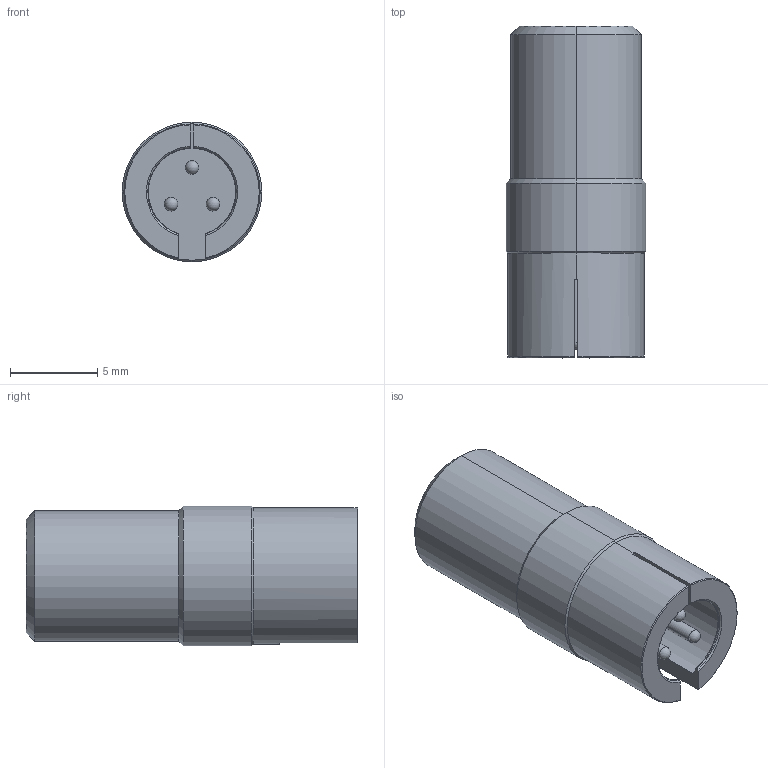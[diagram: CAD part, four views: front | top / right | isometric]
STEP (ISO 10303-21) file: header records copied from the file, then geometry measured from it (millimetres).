
FILE_DESCRIPTION((''),'2;1');
FILE_NAME('09-9747-00-03.stp','2005-07-06T11:33:20',('Kramp'),(''),'Autodesk Inventor 7','Autodesk Inventor 7','');
FILE_SCHEMA(('AUTOMOTIVE_DESIGN { 1 0 10303 214 1 1 1 1 }'));
Length unit declared in the file: millimetre
Products named in the file (1): 09-9747-00-03
Bounding box: 8 x 19 x 8 mm (x, y, z)
Volume: 597.5 mm3; surface area: 901.9 mm2
Topology: 1 solids, 1 shells, 68 faces, 166 edges, 104 vertices
Faces by surface type: cylinder 30, plane 15, cone 14, torus 4, sphere 3, bspline 2
Entity records: 2069 total; most frequent: CARTESIAN_POINT 493, DIRECTION 348, ORIENTED_EDGE 308, EDGE_CURVE 154, AXIS2_PLACEMENT_3D 145, VERTEX_POINT 98, CIRCLE 78, EDGE_LOOP 78
